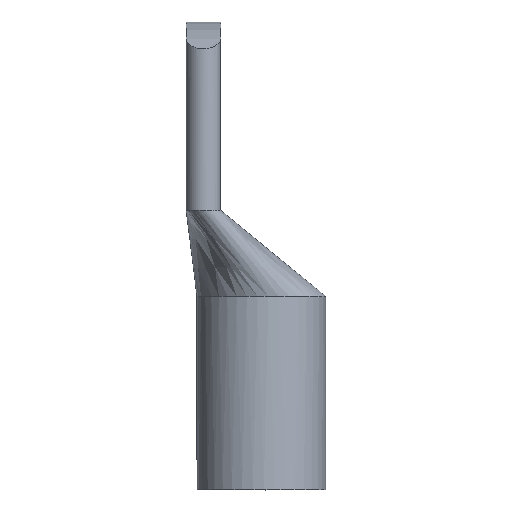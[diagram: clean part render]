
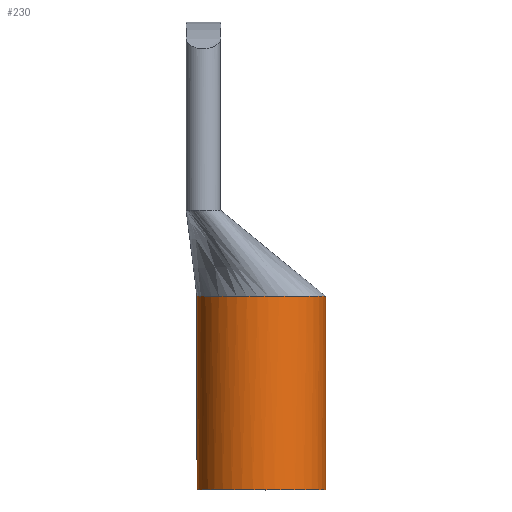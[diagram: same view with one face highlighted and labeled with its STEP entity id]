
A CAD part, top view. The second image highlights one B-rep face of the part: STEP entity #230.
In plain terms, the highlighted cylindrical face has radius 6 mm (diameter 12 mm), a full revolution.
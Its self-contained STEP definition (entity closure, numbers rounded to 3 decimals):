
#26=CYLINDRICAL_SURFACE('',#266,6.);
#35=B_SPLINE_CURVE_WITH_KNOTS('',3,(#666,#667,#668,#669),.UNSPECIFIED.,
 .F.,.F.,(4,4),(0.653,0.786),.UNSPECIFIED.);
#80=ORIENTED_EDGE('',*,*,#122,.F.);
#81=ORIENTED_EDGE('',*,*,#121,.T.);
#82=ORIENTED_EDGE('',*,*,#124,.T.);
#83=ORIENTED_EDGE('',*,*,#123,.T.);
#84=ORIENTED_EDGE('',*,*,#130,.T.);
#121=EDGE_CURVE('',#146,#147,#165,.T.);
#122=EDGE_CURVE('',#146,#148,#35,.F.);
#123=EDGE_CURVE('',#149,#148,#166,.T.);
#124=EDGE_CURVE('',#147,#149,#167,.T.);
#130=EDGE_CURVE('',#155,#155,#172,.T.);
#146=VERTEX_POINT('',#664);
#147=VERTEX_POINT('',#665);
#148=VERTEX_POINT('',#670);
#149=VERTEX_POINT('',#672);
#155=VERTEX_POINT('',#690);
#165=CIRCLE('',#258,6.);
#166=CIRCLE('',#259,6.);
#167=CIRCLE('',#260,6.);
#172=CIRCLE('',#267,6.);
#186=EDGE_LOOP('',(#80,#81,#82,#83));
#187=EDGE_LOOP('',(#84));
#208=FACE_BOUND('',#186,.T.);
#209=FACE_BOUND('',#187,.T.);
#230=ADVANCED_FACE('',(#208,#209),#26,.T.);
#258=AXIS2_PLACEMENT_3D('',#663,#298,#299);
#259=AXIS2_PLACEMENT_3D('',#671,#300,#301);
#260=AXIS2_PLACEMENT_3D('',#673,#302,#303);
#266=AXIS2_PLACEMENT_3D('',#688,#314,#315);
#267=AXIS2_PLACEMENT_3D('',#689,#316,#317);
#298=DIRECTION('',(0.,-1.,0.));
#299=DIRECTION('',(0.,0.,1.));
#300=DIRECTION('',(0.,-1.,0.));
#301=DIRECTION('',(0.,0.,1.));
#302=DIRECTION('',(0.,-1.,0.));
#303=DIRECTION('',(0.,0.,1.));
#314=DIRECTION('',(0.,-1.,0.));
#315=DIRECTION('',(0.,0.,-1.));
#316=DIRECTION('',(0.,1.,0.));
#317=DIRECTION('',(1.,0.,0.));
#663=CARTESIAN_POINT('',(0.,18.,0.));
#664=CARTESIAN_POINT('',(1.355,18.,-5.845));
#665=CARTESIAN_POINT('',(3.442,18.,4.915));
#666=CARTESIAN_POINT('',(-3.442,18.,-4.915));
#667=CARTESIAN_POINT('',(-2.068,18.,-5.877));
#668=CARTESIAN_POINT('',(-0.279,18.,-6.224));
#669=CARTESIAN_POINT('',(1.355,18.,-5.845));
#670=CARTESIAN_POINT('',(-3.442,18.,-4.915));
#671=CARTESIAN_POINT('',(0.,18.,0.));
#672=CARTESIAN_POINT('',(-1.355,18.,5.845));
#673=CARTESIAN_POINT('',(0.,18.,0.));
#688=CARTESIAN_POINT('',(0.,18.,0.));
#689=CARTESIAN_POINT('',(0.,0.,0.));
#690=CARTESIAN_POINT('',(6.,0.,0.));
